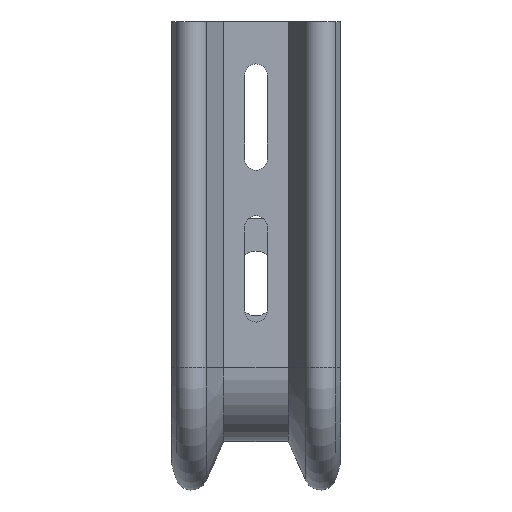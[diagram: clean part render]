
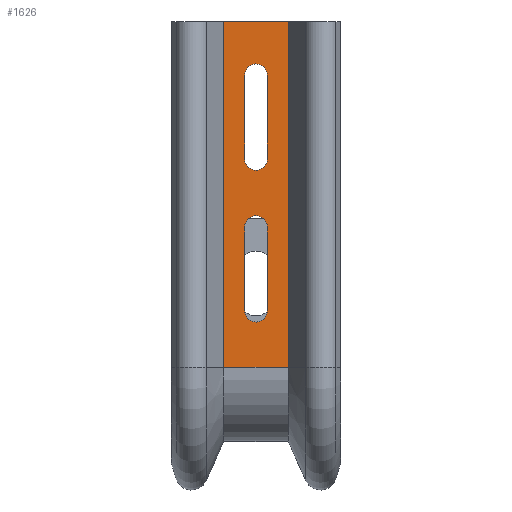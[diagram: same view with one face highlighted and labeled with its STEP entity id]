
A CAD part, front view. The second image highlights one B-rep face of the part: STEP entity #1626.
In plain terms, the highlighted planar face has unit normal (0, -1, 0).
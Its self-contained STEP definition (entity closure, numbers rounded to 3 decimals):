
#70=FACE_BOUND('',#258,.T.);
#71=FACE_BOUND('',#259,.T.);
#84=CIRCLE('',#1756,3.5);
#85=CIRCLE('',#1757,3.5);
#86=CIRCLE('',#1758,3.5);
#87=CIRCLE('',#1759,3.5);
#155=FACE_OUTER_BOUND('',#257,.T.);
#257=EDGE_LOOP('',(#1047,#1048,#1049,#1050));
#258=EDGE_LOOP('',(#1051,#1052,#1053,#1054));
#259=EDGE_LOOP('',(#1055,#1056,#1057,#1058));
#374=LINE('',#2467,#527);
#375=LINE('',#2469,#528);
#376=LINE('',#2471,#529);
#377=LINE('',#2472,#530);
#378=LINE('',#2477,#531);
#379=LINE('',#2480,#532);
#380=LINE('',#2485,#533);
#381=LINE('',#2488,#534);
#527=VECTOR('',#1958,10.);
#528=VECTOR('',#1959,10.);
#529=VECTOR('',#1960,23.);
#530=VECTOR('',#1961,10.);
#531=VECTOR('',#1964,10.);
#532=VECTOR('',#1967,10.);
#533=VECTOR('',#1970,10.);
#534=VECTOR('',#1973,10.);
#684=VERTEX_POINT('',#2465);
#685=VERTEX_POINT('',#2466);
#686=VERTEX_POINT('',#2468);
#687=VERTEX_POINT('',#2470);
#688=VERTEX_POINT('',#2473);
#689=VERTEX_POINT('',#2474);
#690=VERTEX_POINT('',#2476);
#691=VERTEX_POINT('',#2478);
#692=VERTEX_POINT('',#2481);
#693=VERTEX_POINT('',#2482);
#694=VERTEX_POINT('',#2484);
#695=VERTEX_POINT('',#2486);
#817=EDGE_CURVE('',#684,#685,#374,.T.);
#818=EDGE_CURVE('',#684,#686,#375,.T.);
#819=EDGE_CURVE('',#686,#687,#376,.T.);
#820=EDGE_CURVE('',#687,#685,#377,.T.);
#821=EDGE_CURVE('',#688,#689,#84,.T.);
#822=EDGE_CURVE('',#689,#690,#378,.T.);
#823=EDGE_CURVE('',#690,#691,#85,.T.);
#824=EDGE_CURVE('',#691,#688,#379,.T.);
#825=EDGE_CURVE('',#692,#693,#86,.T.);
#826=EDGE_CURVE('',#693,#694,#380,.T.);
#827=EDGE_CURVE('',#694,#695,#87,.T.);
#828=EDGE_CURVE('',#695,#692,#381,.T.);
#1047=ORIENTED_EDGE('',*,*,#817,.F.);
#1048=ORIENTED_EDGE('',*,*,#818,.T.);
#1049=ORIENTED_EDGE('',*,*,#819,.T.);
#1050=ORIENTED_EDGE('',*,*,#820,.T.);
#1051=ORIENTED_EDGE('',*,*,#821,.T.);
#1052=ORIENTED_EDGE('',*,*,#822,.T.);
#1053=ORIENTED_EDGE('',*,*,#823,.T.);
#1054=ORIENTED_EDGE('',*,*,#824,.T.);
#1055=ORIENTED_EDGE('',*,*,#825,.T.);
#1056=ORIENTED_EDGE('',*,*,#826,.T.);
#1057=ORIENTED_EDGE('',*,*,#827,.T.);
#1058=ORIENTED_EDGE('',*,*,#828,.T.);
#1479=PLANE('',#1755);
#1626=ADVANCED_FACE('',(#155,#70,#71),#1479,.T.);
#1755=AXIS2_PLACEMENT_3D('',#2464,#1956,#1957);
#1756=AXIS2_PLACEMENT_3D('',#2475,#1962,#1963);
#1757=AXIS2_PLACEMENT_3D('',#2479,#1965,#1966);
#1758=AXIS2_PLACEMENT_3D('',#2483,#1968,#1969);
#1759=AXIS2_PLACEMENT_3D('',#2487,#1971,#1972);
#1956=DIRECTION('center_axis',(0.,-1.,0.));
#1957=DIRECTION('ref_axis',(-1.,0.,0.));
#1958=DIRECTION('',(1.,0.,0.));
#1959=DIRECTION('',(0.,0.,-1.));
#1960=DIRECTION('',(1.,0.,0.));
#1961=DIRECTION('',(0.,0.,1.));
#1962=DIRECTION('center_axis',(0.,1.,0.));
#1963=DIRECTION('ref_axis',(1.,0.,0.));
#1964=DIRECTION('',(0.,0.,-1.));
#1965=DIRECTION('center_axis',(0.,1.,0.));
#1966=DIRECTION('ref_axis',(-1.,0.,0.));
#1967=DIRECTION('',(0.,0.,1.));
#1968=DIRECTION('center_axis',(0.,1.,0.));
#1969=DIRECTION('ref_axis',(1.,0.,0.));
#1970=DIRECTION('',(0.,0.,-1.));
#1971=DIRECTION('center_axis',(0.,1.,0.));
#1972=DIRECTION('ref_axis',(-1.,0.,0.));
#1973=DIRECTION('',(0.,0.,1.));
#2464=CARTESIAN_POINT('Origin',(8.71,0.,0.));
#2465=CARTESIAN_POINT('',(-10.002,0.,0.));
#2466=CARTESIAN_POINT('',(10.002,0.,0.));
#2467=CARTESIAN_POINT('',(0.,0.,0.));
#2468=CARTESIAN_POINT('',(-10.002,0.,-107.01));
#2469=CARTESIAN_POINT('',(-10.002,0.,0.));
#2470=CARTESIAN_POINT('',(10.002,0.,-107.01));
#2471=CARTESIAN_POINT('',(4.355,0.,-107.01));
#2472=CARTESIAN_POINT('',(10.002,0.,0.));
#2473=CARTESIAN_POINT('',(-3.5,0.,-63.5));
#2474=CARTESIAN_POINT('',(3.5,0.,-63.5));
#2475=CARTESIAN_POINT('Origin',(0.,0.,-63.5));
#2476=CARTESIAN_POINT('',(3.5,0.,-89.5));
#2477=CARTESIAN_POINT('',(3.5,0.,-44.75));
#2478=CARTESIAN_POINT('',(-3.5,0.,-89.5));
#2479=CARTESIAN_POINT('Origin',(0.,0.,-89.5));
#2480=CARTESIAN_POINT('',(-3.5,0.,-31.75));
#2481=CARTESIAN_POINT('',(-3.5,0.,-16.5));
#2482=CARTESIAN_POINT('',(3.5,0.,-16.5));
#2483=CARTESIAN_POINT('Origin',(0.,0.,-16.5));
#2484=CARTESIAN_POINT('',(3.5,0.,-42.5));
#2485=CARTESIAN_POINT('',(3.5,0.,-21.25));
#2486=CARTESIAN_POINT('',(-3.5,0.,-42.5));
#2487=CARTESIAN_POINT('Origin',(0.,0.,-42.5));
#2488=CARTESIAN_POINT('',(-3.5,0.,-8.25));
